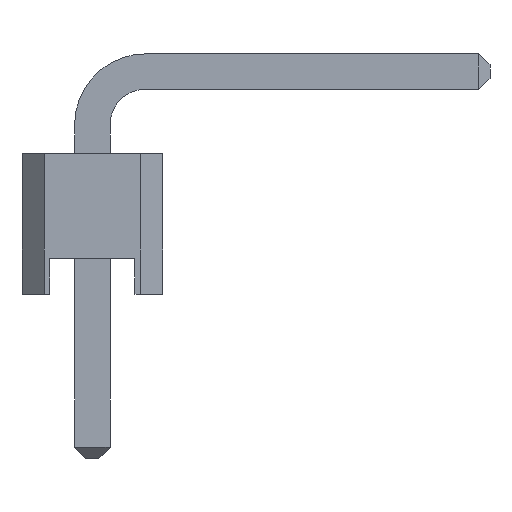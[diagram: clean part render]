
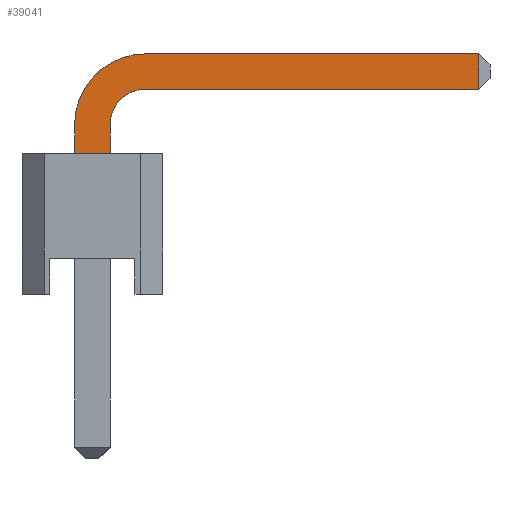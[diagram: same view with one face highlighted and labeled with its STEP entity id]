
A CAD part, front view. The second image highlights one B-rep face of the part: STEP entity #39041.
In plain terms, the highlighted planar face has unit normal (0, -1, 0).
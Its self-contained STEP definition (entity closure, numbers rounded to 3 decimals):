
#37946 = PLANE('',#37947);
#37947 = AXIS2_PLACEMENT_3D('',#37948,#37949,#37950);
#37948 = CARTESIAN_POINT('',(-1.27,1.27,5.5));
#37949 = DIRECTION('',(0.,0.,1.));
#37950 = DIRECTION('',(1.,0.,0.));
#38707 = EDGE_CURVE('',#38708,#38710,#38712,.T.);
#38708 = VERTEX_POINT('',#38709);
#38709 = CARTESIAN_POINT('',(0.32,-0.32,5.5));
#38710 = VERTEX_POINT('',#38711);
#38711 = CARTESIAN_POINT('',(-0.32,-0.32,5.5));
#38712 = SURFACE_CURVE('',#38713,(#38717,#38723),.PCURVE_S1.);
#38713 = LINE('',#38714,#38715);
#38714 = CARTESIAN_POINT('',(-0.795,-0.32,5.5));
#38715 = VECTOR('',#38716,1.);
#38716 = DIRECTION('',(-1.,0.,0.));
#38717 = PCURVE('',#37946,#38718);
#38718 = DEFINITIONAL_REPRESENTATION('',(#38719),#38722);
#38719 = B_SPLINE_CURVE_WITH_KNOTS('',1,(#38720,#38721),.UNSPECIFIED.,
  .F.,.F.,(2,2),(-1.179,-0.411),.PIECEWISE_BEZIER_KNOTS.);
#38720 = CARTESIAN_POINT('',(1.654,-1.59));
#38721 = CARTESIAN_POINT('',(0.886,-1.59));
#38722 = ( GEOMETRIC_REPRESENTATION_CONTEXT(2) 
PARAMETRIC_REPRESENTATION_CONTEXT() REPRESENTATION_CONTEXT('2D SPACE',''
  ) );
#38723 = PCURVE('',#38724,#38729);
#38724 = PLANE('',#38725);
#38725 = AXIS2_PLACEMENT_3D('',#38726,#38727,#38728);
#38726 = CARTESIAN_POINT('',(1.887,-0.32,5.194));
#38727 = DIRECTION('',(0.,1.,0.));
#38728 = DIRECTION('',(0.,0.,1.));
#38729 = DEFINITIONAL_REPRESENTATION('',(#38730),#38734);
#38730 = LINE('',#38731,#38732);
#38731 = CARTESIAN_POINT('',(0.307,-2.682));
#38732 = VECTOR('',#38733,1.);
#38733 = DIRECTION('',(0.,-1.));
#38734 = ( GEOMETRIC_REPRESENTATION_CONTEXT(2) 
PARAMETRIC_REPRESENTATION_CONTEXT() REPRESENTATION_CONTEXT('2D SPACE',''
  ) );
#38751 = PLANE('',#38752);
#38752 = AXIS2_PLACEMENT_3D('',#38753,#38754,#38755);
#38753 = CARTESIAN_POINT('',(-0.32,0.32,0.));
#38754 = DIRECTION('',(-1.,0.,0.));
#38755 = DIRECTION('',(0.,0.,1.));
#38803 = PLANE('',#38804);
#38804 = AXIS2_PLACEMENT_3D('',#38805,#38806,#38807);
#38805 = CARTESIAN_POINT('',(0.32,0.32,6.66));
#38806 = DIRECTION('',(1.,0.,0.));
#38807 = DIRECTION('',(0.,0.,-1.));
#39041 = ADVANCED_FACE('',(#39042),#38724,.F.);
#39042 = FACE_BOUND('',#39043,.F.);
#39043 = EDGE_LOOP('',(#39044,#39045,#39068,#39097,#39125,#39153,#39181,
    #39210));
#39044 = ORIENTED_EDGE('',*,*,#38707,.T.);
#39045 = ORIENTED_EDGE('',*,*,#39046,.T.);
#39046 = EDGE_CURVE('',#38710,#39047,#39049,.T.);
#39047 = VERTEX_POINT('',#39048);
#39048 = CARTESIAN_POINT('',(-0.32,-0.32,6.02));
#39049 = SURFACE_CURVE('',#39050,(#39054,#39061),.PCURVE_S1.);
#39050 = LINE('',#39051,#39052);
#39051 = CARTESIAN_POINT('',(-0.32,-0.32,0.));
#39052 = VECTOR('',#39053,1.);
#39053 = DIRECTION('',(0.,0.,1.));
#39054 = PCURVE('',#38724,#39055);
#39055 = DEFINITIONAL_REPRESENTATION('',(#39056),#39060);
#39056 = LINE('',#39057,#39058);
#39057 = CARTESIAN_POINT('',(-5.194,-2.207));
#39058 = VECTOR('',#39059,1.);
#39059 = DIRECTION('',(1.,-0.));
#39060 = ( GEOMETRIC_REPRESENTATION_CONTEXT(2) 
PARAMETRIC_REPRESENTATION_CONTEXT() REPRESENTATION_CONTEXT('2D SPACE',''
  ) );
#39061 = PCURVE('',#38751,#39062);
#39062 = DEFINITIONAL_REPRESENTATION('',(#39063),#39067);
#39063 = LINE('',#39064,#39065);
#39064 = CARTESIAN_POINT('',(0.,-0.64));
#39065 = VECTOR('',#39066,1.);
#39066 = DIRECTION('',(1.,0.));
#39067 = ( GEOMETRIC_REPRESENTATION_CONTEXT(2) 
PARAMETRIC_REPRESENTATION_CONTEXT() REPRESENTATION_CONTEXT('2D SPACE',''
  ) );
#39068 = ORIENTED_EDGE('',*,*,#39069,.T.);
#39069 = EDGE_CURVE('',#39047,#39070,#39072,.T.);
#39070 = VERTEX_POINT('',#39071);
#39071 = CARTESIAN_POINT('',(0.96,-0.32,7.3));
#39072 = SURFACE_CURVE('',#39073,(#39078,#39085),.PCURVE_S1.);
#39073 = CIRCLE('',#39074,1.28);
#39074 = AXIS2_PLACEMENT_3D('',#39075,#39076,#39077);
#39075 = CARTESIAN_POINT('',(0.96,-0.32,6.02));
#39076 = DIRECTION('',(0.,1.,0.));
#39077 = DIRECTION('',(0.,0.,-1.));
#39078 = PCURVE('',#38724,#39079);
#39079 = DEFINITIONAL_REPRESENTATION('',(#39080),#39084);
#39080 = CIRCLE('',#39081,1.28);
#39081 = AXIS2_PLACEMENT_2D('',#39082,#39083);
#39082 = CARTESIAN_POINT('',(0.827,-0.927));
#39083 = DIRECTION('',(-1.,0.));
#39084 = ( GEOMETRIC_REPRESENTATION_CONTEXT(2) 
PARAMETRIC_REPRESENTATION_CONTEXT() REPRESENTATION_CONTEXT('2D SPACE',''
  ) );
#39085 = PCURVE('',#39086,#39091);
#39086 = CYLINDRICAL_SURFACE('',#39087,1.28);
#39087 = AXIS2_PLACEMENT_3D('',#39088,#39089,#39090);
#39088 = CARTESIAN_POINT('',(0.96,0.32,6.02));
#39089 = DIRECTION('',(0.,-1.,0.));
#39090 = DIRECTION('',(-1.,0.,0.));
#39091 = DEFINITIONAL_REPRESENTATION('',(#39092),#39096);
#39092 = LINE('',#39093,#39094);
#39093 = CARTESIAN_POINT('',(1.571,0.64));
#39094 = VECTOR('',#39095,1.);
#39095 = DIRECTION('',(-1.,0.));
#39096 = ( GEOMETRIC_REPRESENTATION_CONTEXT(2) 
PARAMETRIC_REPRESENTATION_CONTEXT() REPRESENTATION_CONTEXT('2D SPACE',''
  ) );
#39097 = ORIENTED_EDGE('',*,*,#39098,.T.);
#39098 = EDGE_CURVE('',#39070,#39099,#39101,.T.);
#39099 = VERTEX_POINT('',#39100);
#39100 = CARTESIAN_POINT('',(6.98,-0.32,7.3));
#39101 = SURFACE_CURVE('',#39102,(#39106,#39113),.PCURVE_S1.);
#39102 = LINE('',#39103,#39104);
#39103 = CARTESIAN_POINT('',(-0.32,-0.32,7.3));
#39104 = VECTOR('',#39105,1.);
#39105 = DIRECTION('',(1.,0.,0.));
#39106 = PCURVE('',#38724,#39107);
#39107 = DEFINITIONAL_REPRESENTATION('',(#39108),#39112);
#39108 = LINE('',#39109,#39110);
#39109 = CARTESIAN_POINT('',(2.107,-2.207));
#39110 = VECTOR('',#39111,1.);
#39111 = DIRECTION('',(0.,1.));
#39112 = ( GEOMETRIC_REPRESENTATION_CONTEXT(2) 
PARAMETRIC_REPRESENTATION_CONTEXT() REPRESENTATION_CONTEXT('2D SPACE',''
  ) );
#39113 = PCURVE('',#39114,#39119);
#39114 = PLANE('',#39115);
#39115 = AXIS2_PLACEMENT_3D('',#39116,#39117,#39118);
#39116 = CARTESIAN_POINT('',(-0.32,0.32,7.3));
#39117 = DIRECTION('',(0.,0.,1.));
#39118 = DIRECTION('',(1.,0.,0.));
#39119 = DEFINITIONAL_REPRESENTATION('',(#39120),#39124);
#39120 = LINE('',#39121,#39122);
#39121 = CARTESIAN_POINT('',(0.,-0.64));
#39122 = VECTOR('',#39123,1.);
#39123 = DIRECTION('',(1.,0.));
#39124 = ( GEOMETRIC_REPRESENTATION_CONTEXT(2) 
PARAMETRIC_REPRESENTATION_CONTEXT() REPRESENTATION_CONTEXT('2D SPACE',''
  ) );
#39125 = ORIENTED_EDGE('',*,*,#39126,.T.);
#39126 = EDGE_CURVE('',#39099,#39127,#39129,.T.);
#39127 = VERTEX_POINT('',#39128);
#39128 = CARTESIAN_POINT('',(6.98,-0.32,6.66));
#39129 = SURFACE_CURVE('',#39130,(#39134,#39141),.PCURVE_S1.);
#39130 = LINE('',#39131,#39132);
#39131 = CARTESIAN_POINT('',(6.98,-0.32,7.1));
#39132 = VECTOR('',#39133,1.);
#39133 = DIRECTION('',(0.,0.,-1.));
#39134 = PCURVE('',#38724,#39135);
#39135 = DEFINITIONAL_REPRESENTATION('',(#39136),#39140);
#39136 = LINE('',#39137,#39138);
#39137 = CARTESIAN_POINT('',(1.907,5.094));
#39138 = VECTOR('',#39139,1.);
#39139 = DIRECTION('',(-1.,0.));
#39140 = ( GEOMETRIC_REPRESENTATION_CONTEXT(2) 
PARAMETRIC_REPRESENTATION_CONTEXT() REPRESENTATION_CONTEXT('2D SPACE',''
  ) );
#39141 = PCURVE('',#39142,#39147);
#39142 = PLANE('',#39143);
#39143 = AXIS2_PLACEMENT_3D('',#39144,#39145,#39146);
#39144 = CARTESIAN_POINT('',(7.08,-0.22,7.1));
#39145 = DIRECTION('',(-0.707,0.707,0.));
#39146 = DIRECTION('',(0.,0.,-1.));
#39147 = DEFINITIONAL_REPRESENTATION('',(#39148),#39152);
#39148 = LINE('',#39149,#39150);
#39149 = CARTESIAN_POINT('',(0.,0.141));
#39150 = VECTOR('',#39151,1.);
#39151 = DIRECTION('',(1.,0.));
#39152 = ( GEOMETRIC_REPRESENTATION_CONTEXT(2) 
PARAMETRIC_REPRESENTATION_CONTEXT() REPRESENTATION_CONTEXT('2D SPACE',''
  ) );
#39153 = ORIENTED_EDGE('',*,*,#39154,.T.);
#39154 = EDGE_CURVE('',#39127,#39155,#39157,.T.);
#39155 = VERTEX_POINT('',#39156);
#39156 = CARTESIAN_POINT('',(0.96,-0.32,6.66));
#39157 = SURFACE_CURVE('',#39158,(#39162,#39169),.PCURVE_S1.);
#39158 = LINE('',#39159,#39160);
#39159 = CARTESIAN_POINT('',(7.18,-0.32,6.66));
#39160 = VECTOR('',#39161,1.);
#39161 = DIRECTION('',(-1.,0.,0.));
#39162 = PCURVE('',#38724,#39163);
#39163 = DEFINITIONAL_REPRESENTATION('',(#39164),#39168);
#39164 = LINE('',#39165,#39166);
#39165 = CARTESIAN_POINT('',(1.467,5.294));
#39166 = VECTOR('',#39167,1.);
#39167 = DIRECTION('',(0.,-1.));
#39168 = ( GEOMETRIC_REPRESENTATION_CONTEXT(2) 
PARAMETRIC_REPRESENTATION_CONTEXT() REPRESENTATION_CONTEXT('2D SPACE',''
  ) );
#39169 = PCURVE('',#39170,#39175);
#39170 = PLANE('',#39171);
#39171 = AXIS2_PLACEMENT_3D('',#39172,#39173,#39174);
#39172 = CARTESIAN_POINT('',(7.18,0.32,6.66));
#39173 = DIRECTION('',(-0.,0.,-1.));
#39174 = DIRECTION('',(-1.,0.,0.));
#39175 = DEFINITIONAL_REPRESENTATION('',(#39176),#39180);
#39176 = LINE('',#39177,#39178);
#39177 = CARTESIAN_POINT('',(0.,-0.64));
#39178 = VECTOR('',#39179,1.);
#39179 = DIRECTION('',(1.,0.));
#39180 = ( GEOMETRIC_REPRESENTATION_CONTEXT(2) 
PARAMETRIC_REPRESENTATION_CONTEXT() REPRESENTATION_CONTEXT('2D SPACE',''
  ) );
#39181 = ORIENTED_EDGE('',*,*,#39182,.F.);
#39182 = EDGE_CURVE('',#39183,#39155,#39185,.T.);
#39183 = VERTEX_POINT('',#39184);
#39184 = CARTESIAN_POINT('',(0.32,-0.32,6.02));
#39185 = SURFACE_CURVE('',#39186,(#39191,#39198),.PCURVE_S1.);
#39186 = CIRCLE('',#39187,0.64);
#39187 = AXIS2_PLACEMENT_3D('',#39188,#39189,#39190);
#39188 = CARTESIAN_POINT('',(0.96,-0.32,6.02));
#39189 = DIRECTION('',(0.,1.,0.));
#39190 = DIRECTION('',(0.,0.,-1.));
#39191 = PCURVE('',#38724,#39192);
#39192 = DEFINITIONAL_REPRESENTATION('',(#39193),#39197);
#39193 = CIRCLE('',#39194,0.64);
#39194 = AXIS2_PLACEMENT_2D('',#39195,#39196);
#39195 = CARTESIAN_POINT('',(0.827,-0.927));
#39196 = DIRECTION('',(-1.,0.));
#39197 = ( GEOMETRIC_REPRESENTATION_CONTEXT(2) 
PARAMETRIC_REPRESENTATION_CONTEXT() REPRESENTATION_CONTEXT('2D SPACE',''
  ) );
#39198 = PCURVE('',#39199,#39204);
#39199 = CYLINDRICAL_SURFACE('',#39200,0.64);
#39200 = AXIS2_PLACEMENT_3D('',#39201,#39202,#39203);
#39201 = CARTESIAN_POINT('',(0.96,0.32,6.02));
#39202 = DIRECTION('',(0.,-1.,0.));
#39203 = DIRECTION('',(-1.,0.,0.));
#39204 = DEFINITIONAL_REPRESENTATION('',(#39205),#39209);
#39205 = LINE('',#39206,#39207);
#39206 = CARTESIAN_POINT('',(1.571,0.64));
#39207 = VECTOR('',#39208,1.);
#39208 = DIRECTION('',(-1.,0.));
#39209 = ( GEOMETRIC_REPRESENTATION_CONTEXT(2) 
PARAMETRIC_REPRESENTATION_CONTEXT() REPRESENTATION_CONTEXT('2D SPACE',''
  ) );
#39210 = ORIENTED_EDGE('',*,*,#39211,.T.);
#39211 = EDGE_CURVE('',#39183,#38708,#39212,.T.);
#39212 = SURFACE_CURVE('',#39213,(#39217,#39224),.PCURVE_S1.);
#39213 = LINE('',#39214,#39215);
#39214 = CARTESIAN_POINT('',(0.32,-0.32,6.66));
#39215 = VECTOR('',#39216,1.);
#39216 = DIRECTION('',(0.,0.,-1.));
#39217 = PCURVE('',#38724,#39218);
#39218 = DEFINITIONAL_REPRESENTATION('',(#39219),#39223);
#39219 = LINE('',#39220,#39221);
#39220 = CARTESIAN_POINT('',(1.467,-1.567));
#39221 = VECTOR('',#39222,1.);
#39222 = DIRECTION('',(-1.,0.));
#39223 = ( GEOMETRIC_REPRESENTATION_CONTEXT(2) 
PARAMETRIC_REPRESENTATION_CONTEXT() REPRESENTATION_CONTEXT('2D SPACE',''
  ) );
#39224 = PCURVE('',#38803,#39225);
#39225 = DEFINITIONAL_REPRESENTATION('',(#39226),#39230);
#39226 = LINE('',#39227,#39228);
#39227 = CARTESIAN_POINT('',(0.,-0.64));
#39228 = VECTOR('',#39229,1.);
#39229 = DIRECTION('',(1.,0.));
#39230 = ( GEOMETRIC_REPRESENTATION_CONTEXT(2) 
PARAMETRIC_REPRESENTATION_CONTEXT() REPRESENTATION_CONTEXT('2D SPACE',''
  ) );
